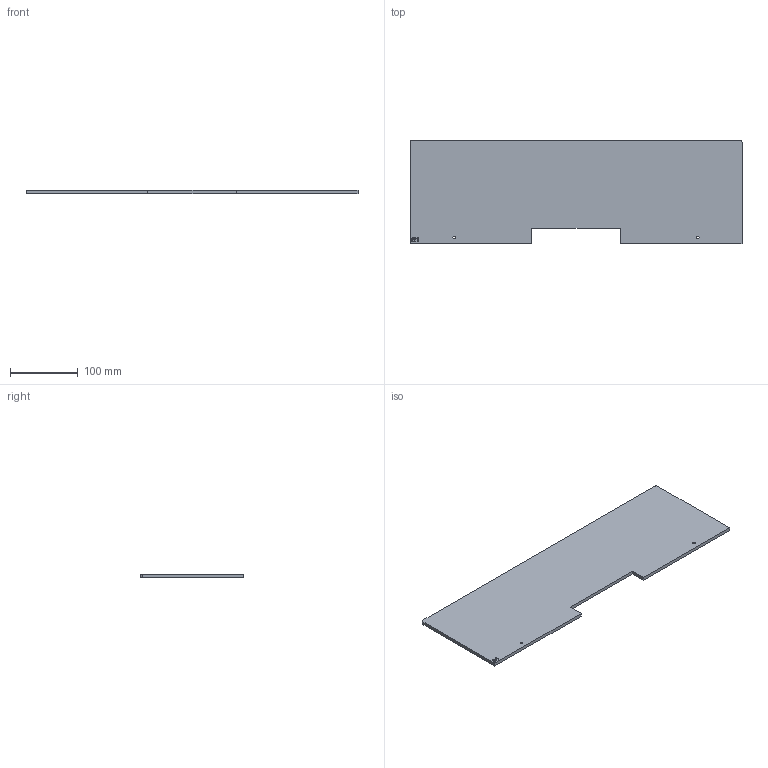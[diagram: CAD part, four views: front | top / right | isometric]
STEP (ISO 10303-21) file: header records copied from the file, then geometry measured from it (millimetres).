
FILE_DESCRIPTION((''),'2;1');
FILE_NAME('ASM010423_ASM_1_ASM','2021-12-03T',('marketing.praksa'),('Audax d.o.o.'),'CREO PARAMETRIC BY PTC INC, 2017480','CREO PARAMETRIC BY PTC INC, 2017480','');
FILE_SCHEMA(('AUTOMOTIVE_DESIGN { 1 0 10303 214 1 1 1 1 }'));
Length unit declared in the file: millimetre
Products named in the file (6): PRT9564_1; PRT9565_1_1; PRT9565_1_2; PRT9565_1_3; PRT9565_1_ASM; ASM010423_ASM_1_ASM
Assembly tree (5 placements, depth 3):
  ASM010423_ASM_1_ASM
    PRT9564_1
    PRT9565_1_ASM
      PRT9565_1_1
      PRT9565_1_2
      PRT9565_1_3
Bounding box: 490 x 153 x 5 mm (x, y, z)
Volume: 359786.8 mm3; surface area: 150819 mm2
Topology: 4 solids, 4 shells, 121 faces, 330 edges, 220 vertices
Faces by surface type: plane 67, cylinder 54
Entity records: 5732 total; most frequent: DIRECTION 708, CARTESIAN_POINT 700, ORIENTED_EDGE 660, PRESENTATION_STYLE_ASSIGNMENT 378, STYLED_ITEM 378, CURVE_STYLE 330, EDGE_CURVE 330, AXIS2_PLACEMENT_3D 243
